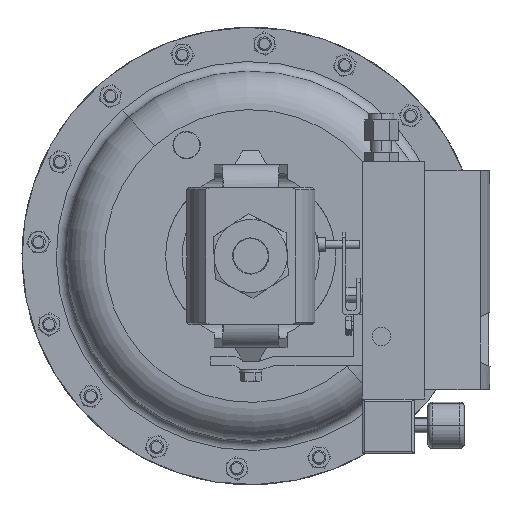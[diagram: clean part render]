
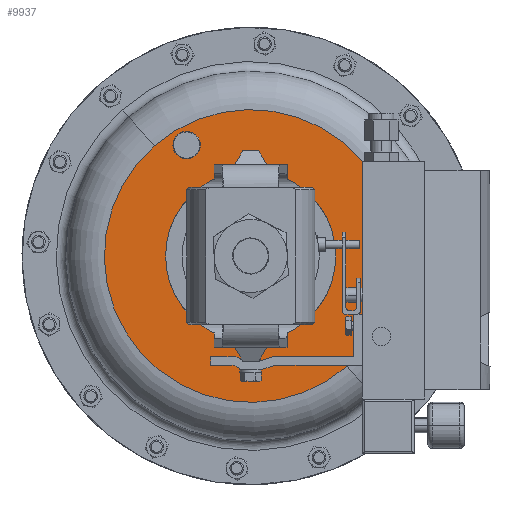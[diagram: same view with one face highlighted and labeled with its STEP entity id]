
A CAD part, front view. The second image highlights one B-rep face of the part: STEP entity #9937.
In plain terms, the highlighted planar face has unit normal (0, -1, 0).
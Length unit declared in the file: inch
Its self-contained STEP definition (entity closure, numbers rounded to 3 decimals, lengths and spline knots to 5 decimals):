
#398 = DIRECTION ( 'NONE',  ( 0., 1., 0. ) ) ;
#405 = EDGE_LOOP ( 'NONE', ( #20347, #12611 ) ) ;
#659 = CARTESIAN_POINT ( 'NONE',  ( 3.00736, 8.012, 2.63738 ) ) ;
#835 = CIRCLE ( 'NONE', #31705, 4. ) ;
#1285 = DIRECTION ( 'NONE',  ( -0.659, 0., 0.752 ) ) ;
#1418 = EDGE_CURVE ( 'NONE', #25141, #21557, #12790, .T. ) ;
#2101 = CIRCLE ( 'NONE', #21630, 4. ) ;
#2821 = CARTESIAN_POINT ( 'NONE',  ( 0., 8.012, 0. ) ) ;
#3415 = CARTESIAN_POINT ( 'NONE',  ( 0., 8.012, 0. ) ) ;
#4387 = CIRCLE ( 'NONE', #6104, 0.375 ) ;
#4433 = DIRECTION ( 'NONE',  ( 0., 1., 0. ) ) ;
#4567 = CIRCLE ( 'NONE', #30476, 2.325 ) ;
#5240 = CARTESIAN_POINT ( 'NONE',  ( -2.63738, 8.012, 3.00736 ) ) ;
#5527 = EDGE_CURVE ( 'NONE', #7034, #7600, #13824, .T. ) ;
#5551 = DIRECTION ( 'NONE',  ( 0., 0., -1. ) ) ;
#5577 = ORIENTED_EDGE ( 'NONE', *, *, #16291, .F. ) ;
#6053 = VERTEX_POINT ( 'NONE', #23670 ) ;
#6095 = PLANE ( 'NONE',  #20116 ) ;
#6104 = AXIS2_PLACEMENT_3D ( 'NONE', #33642, #17470, #1285 ) ;
#6133 = DIRECTION ( 'NONE',  ( 0., 0., -1. ) ) ;
#6440 = CARTESIAN_POINT ( 'NONE',  ( -1.50275, 8.012, 2.74915 ) ) ;
#6507 = FACE_OUTER_BOUND ( 'NONE', #405, .T. ) ;
#7034 = VERTEX_POINT ( 'NONE', #26334 ) ;
#7600 = VERTEX_POINT ( 'NONE', #31826 ) ;
#8809 = DIRECTION ( 'NONE',  ( 0.659, 0., -0.752 ) ) ;
#9937 = ADVANCED_FACE ( 'NONE', ( #13673, #6507, #20018 ), #6095, .T. ) ;
#10388 = EDGE_CURVE ( 'NONE', #21557, #25141, #4387, .T. ) ;
#11023 = CARTESIAN_POINT ( 'NONE',  ( 0., 8.012, 0. ) ) ;
#12103 = AXIS2_PLACEMENT_3D ( 'NONE', #2821, #21709, #5551 ) ;
#12611 = ORIENTED_EDGE ( 'NONE', *, *, #15175, .F. ) ;
#12790 = CIRCLE ( 'NONE', #34524, 0.375 ) ;
#13090 = CARTESIAN_POINT ( 'NONE',  ( -1.99725, 8.012, 3.31303 ) ) ;
#13673 = FACE_BOUND ( 'NONE', #15435, .T. ) ;
#13719 = DIRECTION ( 'NONE',  ( -0.659, 0., 0.752 ) ) ;
#13824 = CIRCLE ( 'NONE', #12103, 2.325 ) ;
#15175 = EDGE_CURVE ( 'NONE', #6053, #30355, #2101, .T. ) ;
#15435 = EDGE_LOOP ( 'NONE', ( #5577, #17264 ) ) ;
#16291 = EDGE_CURVE ( 'NONE', #7600, #7034, #4567, .T. ) ;
#16578 = CARTESIAN_POINT ( 'NONE',  ( 0., 8.012, 0. ) ) ;
#17264 = ORIENTED_EDGE ( 'NONE', *, *, #5527, .F. ) ;
#17470 = DIRECTION ( 'NONE',  ( 0., 1., 0. ) ) ;
#18769 = ORIENTED_EDGE ( 'NONE', *, *, #1418, .T. ) ;
#19290 = DIRECTION ( 'NONE',  ( -0.659, 0., 0.752 ) ) ;
#19772 = EDGE_LOOP ( 'NONE', ( #24102, #18769 ) ) ;
#20018 = FACE_BOUND ( 'NONE', #19772, .T. ) ;
#20116 = AXIS2_PLACEMENT_3D ( 'NONE', #659, #24969, #8809 ) ;
#20347 = ORIENTED_EDGE ( 'NONE', *, *, #20837, .F. ) ;
#20624 = CARTESIAN_POINT ( 'NONE',  ( -1.75, 8.012, 3.03109 ) ) ;
#20837 = EDGE_CURVE ( 'NONE', #30355, #6053, #835, .T. ) ;
#21557 = VERTEX_POINT ( 'NONE', #13090 ) ;
#21630 = AXIS2_PLACEMENT_3D ( 'NONE', #11023, #29909, #13719 ) ;
#21709 = DIRECTION ( 'NONE',  ( 0., -1., 0. ) ) ;
#22308 = DIRECTION ( 'NONE',  ( 0., -1., 0. ) ) ;
#23324 = DIRECTION ( 'NONE',  ( -0.659, 0., 0.752 ) ) ;
#23670 = CARTESIAN_POINT ( 'NONE',  ( 2.63738, 8.012, -3.00736 ) ) ;
#24102 = ORIENTED_EDGE ( 'NONE', *, *, #10388, .T. ) ;
#24969 = DIRECTION ( 'NONE',  ( 0., -1., 0. ) ) ;
#25141 = VERTEX_POINT ( 'NONE', #6440 ) ;
#26334 = CARTESIAN_POINT ( 'NONE',  ( 2.325, 8.012, 0. ) ) ;
#29909 = DIRECTION ( 'NONE',  ( 0., 1., 0. ) ) ;
#30355 = VERTEX_POINT ( 'NONE', #5240 ) ;
#30476 = AXIS2_PLACEMENT_3D ( 'NONE', #3415, #22308, #6133 ) ;
#31705 = AXIS2_PLACEMENT_3D ( 'NONE', #16578, #398, #19290 ) ;
#31826 = CARTESIAN_POINT ( 'NONE',  ( -2.325, 8.012, 0. ) ) ;
#33642 = CARTESIAN_POINT ( 'NONE',  ( -1.75, 8.012, 3.03109 ) ) ;
#34524 = AXIS2_PLACEMENT_3D ( 'NONE', #20624, #4433, #23324 ) ;
